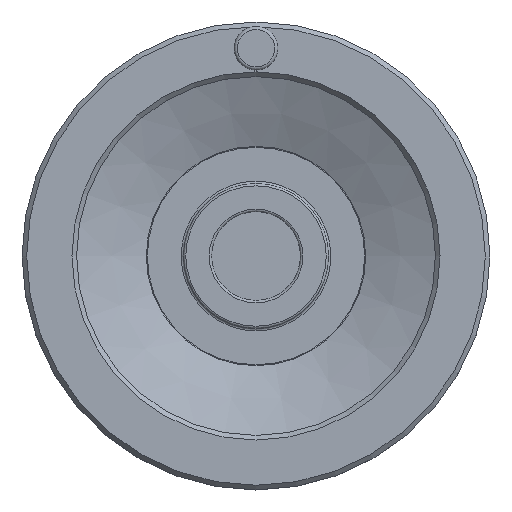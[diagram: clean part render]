
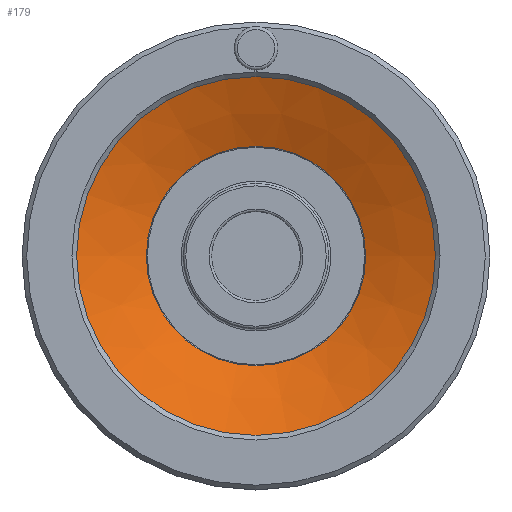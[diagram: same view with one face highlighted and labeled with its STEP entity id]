
A CAD part, top view. The second image highlights one B-rep face of the part: STEP entity #179.
In plain terms, the highlighted conical face has half-angle 67.109 degrees and reference radius 115 mm.
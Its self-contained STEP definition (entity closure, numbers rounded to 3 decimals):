
#179 = ADVANCED_FACE( '', ( #415, #416 ), #417, .F. );
#415 = FACE_BOUND( '', #724, .T. );
#416 = FACE_OUTER_BOUND( '', #725, .T. );
#417 = CONICAL_SURFACE( '', #726, 115., 1.171 );
#724 = EDGE_LOOP( '', ( #1404 ) );
#725 = EDGE_LOOP( '', ( #1405 ) );
#726 = AXIS2_PLACEMENT_3D( '', #1406, #1407, #1408 );
#1404 = ORIENTED_EDGE( '', *, *, #1862, .T. );
#1405 = ORIENTED_EDGE( '', *, *, #1834, .T. );
#1406 = CARTESIAN_POINT( '', ( 0., 0., 53. ) );
#1407 = DIRECTION( '', ( 0., 0., 1. ) );
#1408 = DIRECTION( '', ( 1., 0., 0. ) );
#1834 = EDGE_CURVE( '', #2095, #2095, #2096, .T. );
#1862 = EDGE_CURVE( '', #2139, #2139, #2140, .F. );
#2095 = VERTEX_POINT( '', #2579 );
#2096 = CIRCLE( '', #2580, 115. );
#2139 = VERTEX_POINT( '', #2655 );
#2140 = CIRCLE( '', #2656, 70.28 );
#2579 = CARTESIAN_POINT( '', ( 115., 0., 53. ) );
#2580 = AXIS2_PLACEMENT_3D( '', #3032, #3033, #3034 );
#2655 = CARTESIAN_POINT( '', ( 70.28, 0., 34.118 ) );
#2656 = AXIS2_PLACEMENT_3D( '', #3063, #3064, #3065 );
#3032 = CARTESIAN_POINT( '', ( 0., 0., 53. ) );
#3033 = DIRECTION( '', ( 0., 0., 1. ) );
#3034 = DIRECTION( '', ( 1., 0., 0. ) );
#3063 = CARTESIAN_POINT( '', ( 0., 0., 34.118 ) );
#3064 = DIRECTION( '', ( 0., 0., 1. ) );
#3065 = DIRECTION( '', ( 1., 0., 0. ) );
